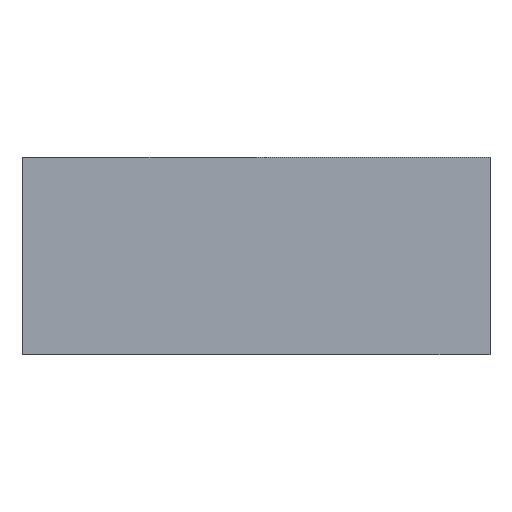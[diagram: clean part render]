
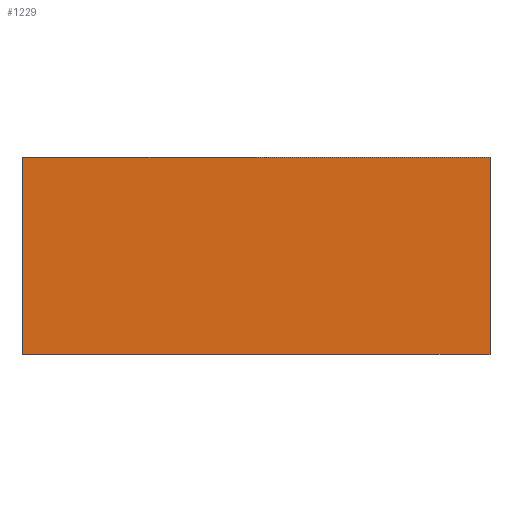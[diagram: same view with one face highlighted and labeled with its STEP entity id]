
A CAD part, top view. The second image highlights one B-rep face of the part: STEP entity #1229.
In plain terms, the highlighted planar face has unit normal (0, 0, 1).
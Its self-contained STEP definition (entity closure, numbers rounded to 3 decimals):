
#77=FACE_OUTER_BOUND('',#155,.T.);
#155=EDGE_LOOP('',(#845,#846,#847,#848));
#239=LINE('',#1847,#401);
#240=LINE('',#1849,#402);
#241=LINE('',#1851,#403);
#242=LINE('',#1852,#404);
#401=VECTOR('',#1503,10.);
#402=VECTOR('',#1504,10.);
#403=VECTOR('',#1505,10.);
#404=VECTOR('',#1506,10.);
#559=VERTEX_POINT('',#1845);
#560=VERTEX_POINT('',#1846);
#561=VERTEX_POINT('',#1848);
#562=VERTEX_POINT('',#1850);
#671=EDGE_CURVE('',#559,#560,#239,.T.);
#672=EDGE_CURVE('',#559,#561,#240,.T.);
#673=EDGE_CURVE('',#562,#561,#241,.T.);
#674=EDGE_CURVE('',#560,#562,#242,.T.);
#845=ORIENTED_EDGE('',*,*,#671,.F.);
#846=ORIENTED_EDGE('',*,*,#672,.T.);
#847=ORIENTED_EDGE('',*,*,#673,.F.);
#848=ORIENTED_EDGE('',*,*,#674,.F.);
#1151=PLANE('',#1389);
#1229=ADVANCED_FACE('',(#77),#1151,.T.);
#1389=AXIS2_PLACEMENT_3D('',#1844,#1501,#1502);
#1501=DIRECTION('center_axis',(0.,0.,1.));
#1502=DIRECTION('ref_axis',(1.,0.,0.));
#1503=DIRECTION('',(-1.,0.,0.));
#1504=DIRECTION('',(0.,1.,0.));
#1505=DIRECTION('',(1.,0.,0.));
#1506=DIRECTION('',(0.,1.,0.));
#1844=CARTESIAN_POINT('Origin',(0.,0.,1100.));
#1845=CARTESIAN_POINT('',(950.,0.,1100.));
#1846=CARTESIAN_POINT('',(0.,0.,1100.));
#1847=CARTESIAN_POINT('',(950.,0.,1100.));
#1848=CARTESIAN_POINT('',(950.,400.,1100.));
#1849=CARTESIAN_POINT('',(950.,0.,1100.));
#1850=CARTESIAN_POINT('',(0.,400.,1100.));
#1851=CARTESIAN_POINT('',(950.,400.,1100.));
#1852=CARTESIAN_POINT('',(0.,0.,1100.));
